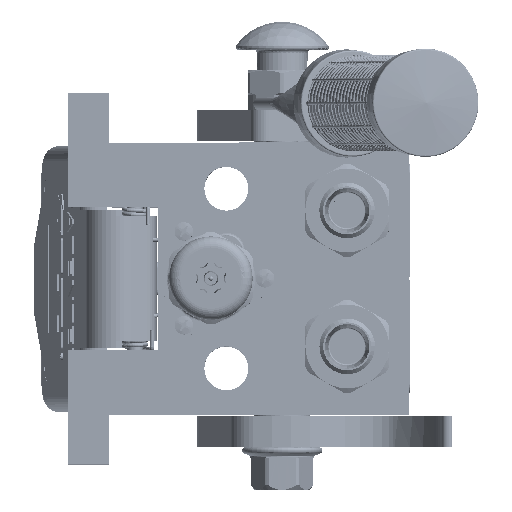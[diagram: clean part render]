
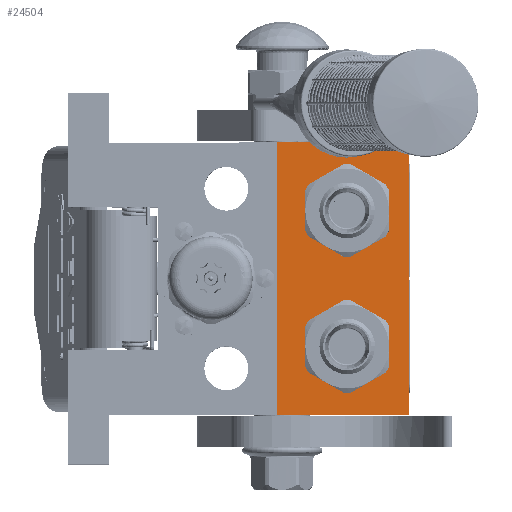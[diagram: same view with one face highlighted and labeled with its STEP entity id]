
A CAD part, top view. The second image highlights one B-rep face of the part: STEP entity #24504.
In plain terms, the highlighted face is planar.
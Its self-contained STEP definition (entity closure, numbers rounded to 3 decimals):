
#91 = CARTESIAN_POINT ( 'NONE',  ( -22., 8.9, -7.85 ) ) ;
#1029 = DIRECTION ( 'NONE',  ( 0., 0., 1. ) ) ;
#2846 = VERTEX_POINT ( 'NONE', #58620 ) ;
#3220 = DIRECTION ( 'NONE',  ( 0., 0., -1. ) ) ;
#6815 = ORIENTED_EDGE ( 'NONE', *, *, #101996, .T. ) ;
#9988 = DIRECTION ( 'NONE',  ( 0., 0., -1. ) ) ;
#12110 = ORIENTED_EDGE ( 'NONE', *, *, #197886, .F. ) ;
#12347 = VERTEX_POINT ( 'NONE', #160494 ) ;
#18970 = CARTESIAN_POINT ( 'NONE',  ( 44., 8.9, 0. ) ) ;
#24174 = DIRECTION ( 'NONE',  ( 0., -1., 0. ) ) ;
#24504 = ADVANCED_FACE ( 'NONE', ( #178265, #35684, #165984 ), #108341, .T. ) ;
#25523 = CARTESIAN_POINT ( 'NONE',  ( -22., 8.9, -20. ) ) ;
#26749 = CIRCLE ( 'NONE', #72266, 12.15 ) ;
#28633 = ORIENTED_EDGE ( 'NONE', *, *, #153644, .F. ) ;
#35684 = FACE_BOUND ( 'NONE', #185920, .T. ) ;
#37659 = EDGE_LOOP ( 'NONE', ( #42364, #6815, #83041, #115642 ) ) ;
#38129 = AXIS2_PLACEMENT_3D ( 'NONE', #193450, #128232, #3220 ) ;
#39591 = CIRCLE ( 'NONE', #38129, 12.15 ) ;
#39992 = DIRECTION ( 'NONE',  ( 0., 0., -1. ) ) ;
#41419 = EDGE_CURVE ( 'NONE', #144763, #12347, #135480, .T. ) ;
#42364 = ORIENTED_EDGE ( 'NONE', *, *, #134271, .T. ) ;
#46839 = EDGE_CURVE ( 'NONE', #80748, #144763, #199770, .T. ) ;
#47719 = DIRECTION ( 'NONE',  ( 0., -1., 0. ) ) ;
#48631 = DIRECTION ( 'NONE',  ( 1., 0., 0. ) ) ;
#51916 = VECTOR ( 'NONE', #192734, 1000. ) ;
#58620 = CARTESIAN_POINT ( 'NONE',  ( 22., 8.9, -7.85 ) ) ;
#61204 = CARTESIAN_POINT ( 'NONE',  ( -22., 8.9, -32.15 ) ) ;
#69953 = LINE ( 'NONE', #137026, #190343 ) ;
#72266 = AXIS2_PLACEMENT_3D ( 'NONE', #25523, #24174, #39992 ) ;
#76440 = CARTESIAN_POINT ( 'NONE',  ( 22., 8.9, -20. ) ) ;
#78030 = CARTESIAN_POINT ( 'NONE',  ( -22., 8.9, -20. ) ) ;
#79786 = ORIENTED_EDGE ( 'NONE', *, *, #196079, .F. ) ;
#80748 = VERTEX_POINT ( 'NONE', #165019 ) ;
#82720 = ORIENTED_EDGE ( 'NONE', *, *, #164738, .F. ) ;
#83041 = ORIENTED_EDGE ( 'NONE', *, *, #41419, .F. ) ;
#94752 = CARTESIAN_POINT ( 'NONE',  ( -44., 8.9, -42.5 ) ) ;
#97063 = AXIS2_PLACEMENT_3D ( 'NONE', #76440, #186290, #122497 ) ;
#101996 = EDGE_CURVE ( 'NONE', #194118, #12347, #125409, .T. ) ;
#108341 = PLANE ( 'NONE',  #137757 ) ;
#115642 = ORIENTED_EDGE ( 'NONE', *, *, #46839, .F. ) ;
#116644 = CIRCLE ( 'NONE', #187493, 12.15 ) ;
#119425 = EDGE_LOOP ( 'NONE', ( #28633, #12110 ) ) ;
#119879 = VERTEX_POINT ( 'NONE', #91 ) ;
#122497 = DIRECTION ( 'NONE',  ( 0., 0., 1. ) ) ;
#124094 = CARTESIAN_POINT ( 'NONE',  ( 0., 8.9, 0. ) ) ;
#125409 = LINE ( 'NONE', #94752, #191615 ) ;
#128232 = DIRECTION ( 'NONE',  ( 0., -1., 0. ) ) ;
#134271 = EDGE_CURVE ( 'NONE', #80748, #194118, #69953, .T. ) ;
#135480 = LINE ( 'NONE', #18970, #51916 ) ;
#137026 = CARTESIAN_POINT ( 'NONE',  ( -44., 8.9, 0. ) ) ;
#137126 = CARTESIAN_POINT ( 'NONE',  ( -44., 8.9, -42.5 ) ) ;
#137757 = AXIS2_PLACEMENT_3D ( 'NONE', #124094, #172098, #202341 ) ;
#142938 = CARTESIAN_POINT ( 'NONE',  ( 22., 8.9, -32.15 ) ) ;
#144763 = VERTEX_POINT ( 'NONE', #180076 ) ;
#153644 = EDGE_CURVE ( 'NONE', #172627, #2846, #39591, .T. ) ;
#160494 = CARTESIAN_POINT ( 'NONE',  ( 44., 8.9, -42.5 ) ) ;
#164738 = EDGE_CURVE ( 'NONE', #164971, #119879, #26749, .T. ) ;
#164971 = VERTEX_POINT ( 'NONE', #61204 ) ;
#165019 = CARTESIAN_POINT ( 'NONE',  ( -44., 8.9, 0. ) ) ;
#165984 = FACE_OUTER_BOUND ( 'NONE', #37659, .T. ) ;
#167417 = CARTESIAN_POINT ( 'NONE',  ( -44., 8.9, 0. ) ) ;
#172098 = DIRECTION ( 'NONE',  ( 0., -1., 0. ) ) ;
#172627 = VERTEX_POINT ( 'NONE', #142938 ) ;
#178265 = FACE_BOUND ( 'NONE', #119425, .T. ) ;
#180076 = CARTESIAN_POINT ( 'NONE',  ( 44., 8.9, 0. ) ) ;
#183270 = DIRECTION ( 'NONE',  ( 1., 0., 0. ) ) ;
#184760 = CIRCLE ( 'NONE', #97063, 12.15 ) ;
#185920 = EDGE_LOOP ( 'NONE', ( #82720, #79786 ) ) ;
#186290 = DIRECTION ( 'NONE',  ( 0., -1., 0. ) ) ;
#187493 = AXIS2_PLACEMENT_3D ( 'NONE', #78030, #47719, #1029 ) ;
#190343 = VECTOR ( 'NONE', #9988, 1000. ) ;
#191615 = VECTOR ( 'NONE', #48631, 1000. ) ;
#192487 = VECTOR ( 'NONE', #183270, 1000. ) ;
#192734 = DIRECTION ( 'NONE',  ( 0., 0., -1. ) ) ;
#193450 = CARTESIAN_POINT ( 'NONE',  ( 22., 8.9, -20. ) ) ;
#194118 = VERTEX_POINT ( 'NONE', #137126 ) ;
#196079 = EDGE_CURVE ( 'NONE', #119879, #164971, #116644, .T. ) ;
#197886 = EDGE_CURVE ( 'NONE', #2846, #172627, #184760, .T. ) ;
#199770 = LINE ( 'NONE', #167417, #192487 ) ;
#202341 = DIRECTION ( 'NONE',  ( 1., 0., 0. ) ) ;
